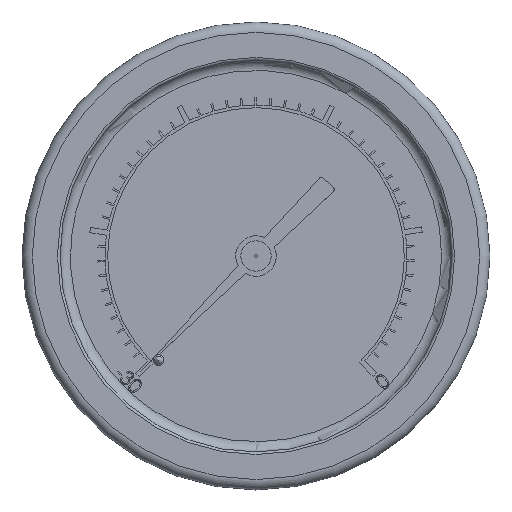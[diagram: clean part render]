
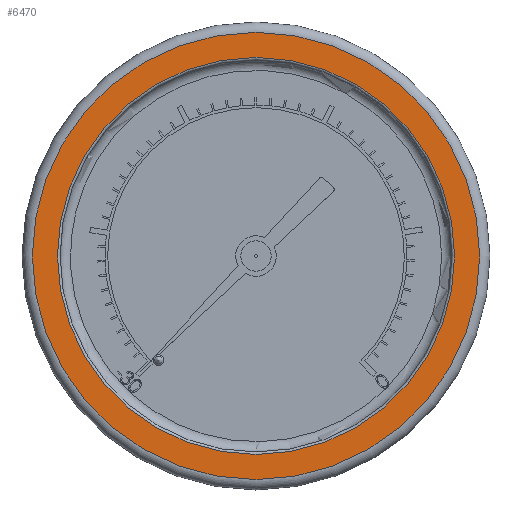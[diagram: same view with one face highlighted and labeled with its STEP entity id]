
A CAD part, top view. The second image highlights one B-rep face of the part: STEP entity #6470.
In plain terms, the highlighted planar face has unit normal (0, 0, 1).
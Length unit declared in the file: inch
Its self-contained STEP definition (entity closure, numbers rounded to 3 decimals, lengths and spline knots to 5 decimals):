
#813 = CARTESIAN_POINT ( 'NONE',  ( 0., 0., 0. ) ) ;
#1914 = EDGE_LOOP ( 'NONE', ( #8931 ) ) ;
#1942 = FACE_OUTER_BOUND ( 'NONE', #1914, .T. ) ;
#2131 = VERTEX_POINT ( 'NONE', #2318 ) ;
#2296 = AXIS2_PLACEMENT_3D ( 'NONE', #15209, #4914, #6342 ) ;
#2318 = CARTESIAN_POINT ( 'NONE',  ( 1.151, 0., 0. ) ) ;
#4914 = DIRECTION ( 'NONE',  ( 0., 0., 1. ) ) ;
#5293 = CIRCLE ( 'NONE', #2296, 1.2965 ) ;
#6342 = DIRECTION ( 'NONE',  ( 1., 0., 0. ) ) ;
#6470 = ADVANCED_FACE ( 'NONE', ( #9856, #1942 ), #9938, .T. ) ;
#7037 = CIRCLE ( 'NONE', #11089, 1.151 ) ;
#7347 = CARTESIAN_POINT ( 'NONE',  ( 1.2965, 0., 0. ) ) ;
#7396 = DIRECTION ( 'NONE',  ( 0., 0., -1. ) ) ;
#7607 = ORIENTED_EDGE ( 'NONE', *, *, #12085, .T. ) ;
#8931 = ORIENTED_EDGE ( 'NONE', *, *, #16301, .T. ) ;
#9767 = DIRECTION ( 'NONE',  ( 1., 0., 0. ) ) ;
#9856 = FACE_BOUND ( 'NONE', #14411, .T. ) ;
#9938 = PLANE ( 'NONE',  #13754 ) ;
#11089 = AXIS2_PLACEMENT_3D ( 'NONE', #15052, #7396, #13955 ) ;
#11309 = DIRECTION ( 'NONE',  ( 0., 0., 1. ) ) ;
#12085 = EDGE_CURVE ( 'NONE', #2131, #2131, #7037, .T. ) ;
#13754 = AXIS2_PLACEMENT_3D ( 'NONE', #813, #11309, #9767 ) ;
#13955 = DIRECTION ( 'NONE',  ( 1., 0., 0. ) ) ;
#14411 = EDGE_LOOP ( 'NONE', ( #7607 ) ) ;
#15052 = CARTESIAN_POINT ( 'NONE',  ( 0., 0., 0. ) ) ;
#15209 = CARTESIAN_POINT ( 'NONE',  ( 0., 0., 0. ) ) ;
#16301 = EDGE_CURVE ( 'NONE', #16364, #16364, #5293, .T. ) ;
#16364 = VERTEX_POINT ( 'NONE', #7347 ) ;
